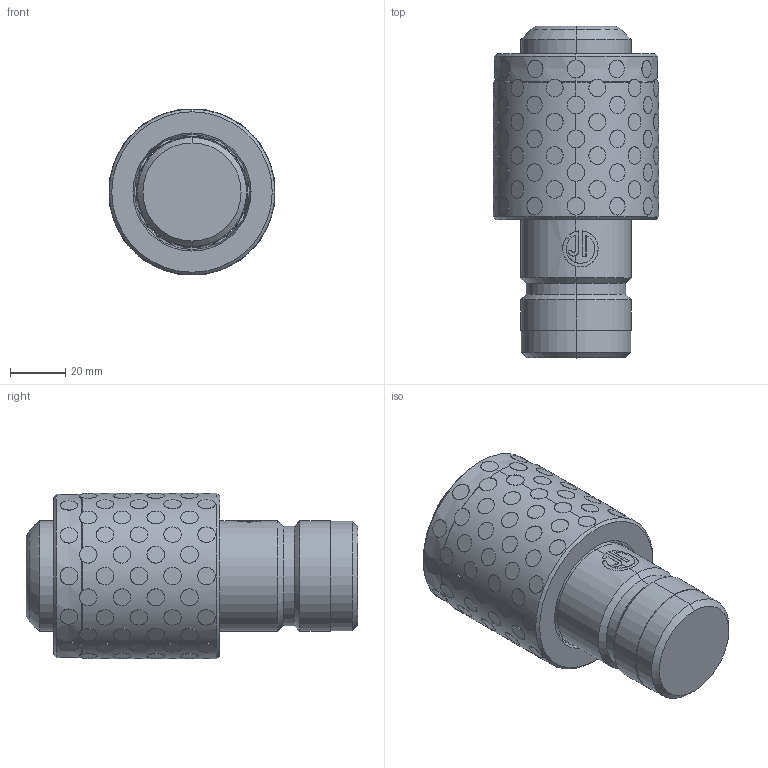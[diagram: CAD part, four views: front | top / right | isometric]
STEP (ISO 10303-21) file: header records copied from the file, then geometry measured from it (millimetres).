
FILE_DESCRIPTION (( 'STEP AP214' ), '1' );
FILE_NAME ('QPMW QPMF-D40-L120.STEP', '2022-07-05T07:32:32', ( '' ), ( '' ), 'SwSTEP 2.0', 'SolidWorks 2016', '' );
FILE_SCHEMA (( 'AUTOMOTIVE_DESIGN' ));
Length unit declared in the file: millimetre
Products named in the file (115): ʯī; JPM-D40-L120; BBW-D40-L60; BBW BBF-D40-L60; QPMW QPMF-D40-L120
Assembly tree (111 placements, depth 3):
  ʯī
  ʯī
  ʯī
  ʯī
  ʯī
Bounding box: 60 x 120 x 60 mm (x, y, z)
Volume: 239409.5 mm3; surface area: 81658.2 mm2
Topology: 110 solids, 110 shells, 738 faces, 1677 edges, 1109 vertices
Faces by surface type: cylinder 454, plane 229, cone 29, torus 18, bspline 8
Entity records: 28240 total; most frequent: CARTESIAN_POINT 17627, ORIENTED_EDGE 2066, DIRECTION 1371, EDGE_CURVE 1033, VERTEX_POINT 681, B_SPLINE_CURVE_WITH_KNOTS 624, AXIS2_PLACEMENT_3D 544, EDGE_LOOP 480
